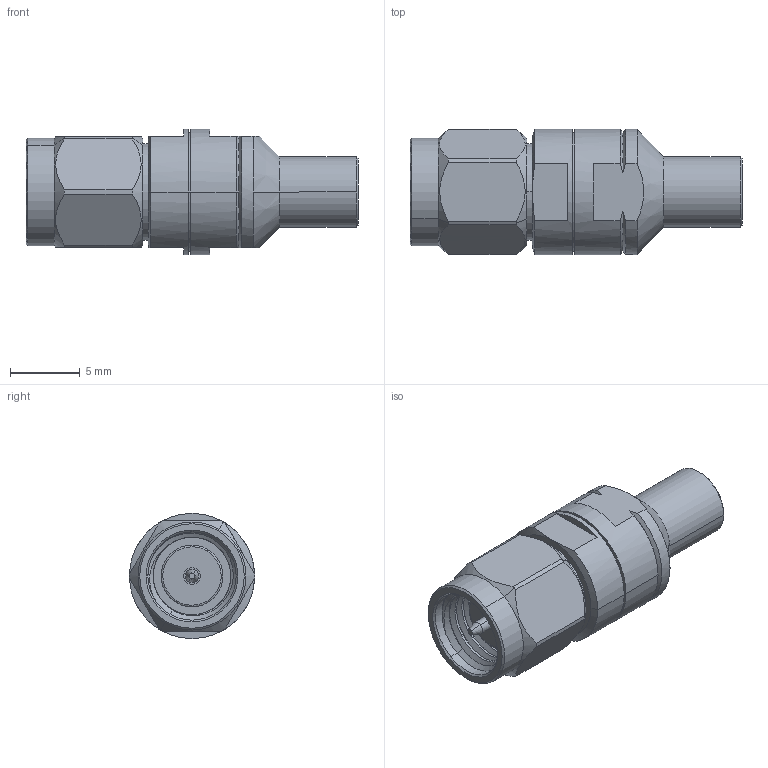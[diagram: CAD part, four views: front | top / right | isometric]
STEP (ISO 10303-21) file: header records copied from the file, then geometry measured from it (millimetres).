
FILE_DESCRIPTION (( 'STEP AP203' ), '1' );
FILE_NAME ('FMAD1011.step', '2019-06-07T19:35:04', ( '' ), ( '' ), 'SwSTEP 2.0', 'SolidWorks 2018', '' );
FILE_SCHEMA (( 'CONFIG_CONTROL_DESIGN' ));
Length unit declared in the file: inch
Products named in the file (1): FMAD1011
Bounding box: 23.88 x 9 x 9 mm (x, y, z)
Volume: 977.1 mm3; surface area: 923.2 mm2
Topology: 1 solids, 1 shells, 117 faces, 282 edges, 176 vertices
Faces by surface type: cylinder 52, cone 32, plane 26, bspline 5, sphere 2
Entity records: 5503 total; most frequent: CARTESIAN_POINT 2779, DIRECTION 559, ORIENTED_EDGE 556, EDGE_CURVE 278, AXIS2_PLACEMENT_3D 230, VERTEX_POINT 174, EDGE_LOOP 128, FACE_OUTER_BOUND 117
